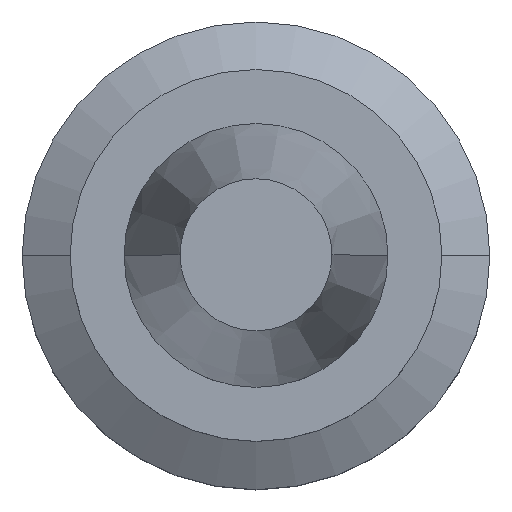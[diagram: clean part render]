
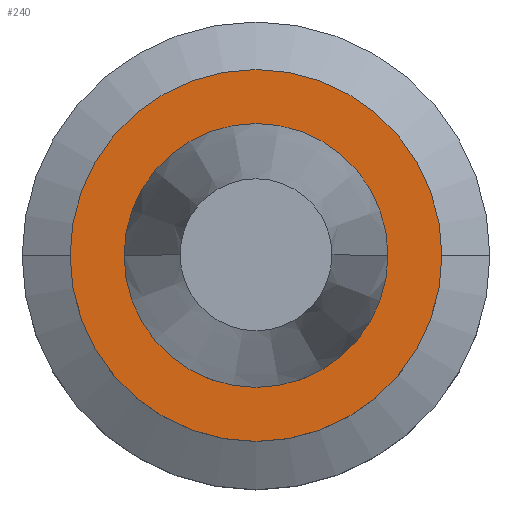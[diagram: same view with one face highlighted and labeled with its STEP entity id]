
A CAD part, top view. The second image highlights one B-rep face of the part: STEP entity #240.
In plain terms, the highlighted planar face has unit normal (0, 0, 1).
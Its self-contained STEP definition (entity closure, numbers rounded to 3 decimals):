
#7 = CARTESIAN_POINT ( 'NONE',  ( -49.215, 0., -1.5 ) ) ;
#16 = AXIS2_PLACEMENT_3D ( 'NONE', #184, #947, #452 ) ;
#47 = CARTESIAN_POINT ( 'NONE',  ( 0., 0., -1.5 ) ) ;
#68 = EDGE_LOOP ( 'NONE', ( #450, #345 ) ) ;
#76 = CARTESIAN_POINT ( 'NONE',  ( -34.925, 0., -1.5 ) ) ;
#100 = AXIS2_PLACEMENT_3D ( 'NONE', #560, #555, #472 ) ;
#142 = CIRCLE ( 'NONE', #846, 49.215 ) ;
#161 = AXIS2_PLACEMENT_3D ( 'NONE', #330, #471, #548 ) ;
#169 = FACE_OUTER_BOUND ( 'NONE', #865, .T. ) ;
#184 = CARTESIAN_POINT ( 'NONE',  ( 0., 49.215, -1.5 ) ) ;
#240 = ADVANCED_FACE ( 'NONE', ( #964, #169 ), #781, .F. ) ;
#258 = VERTEX_POINT ( 'NONE', #686 ) ;
#264 = ORIENTED_EDGE ( 'NONE', *, *, #443, .T. ) ;
#304 = DIRECTION ( 'NONE',  ( 1., 0., 0. ) ) ;
#330 = CARTESIAN_POINT ( 'NONE',  ( 0., 0., -1.5 ) ) ;
#345 = ORIENTED_EDGE ( 'NONE', *, *, #1009, .F. ) ;
#350 = EDGE_CURVE ( 'NONE', #258, #566, #533, .T. ) ;
#443 = EDGE_CURVE ( 'NONE', #860, #750, #142, .T. ) ;
#450 = ORIENTED_EDGE ( 'NONE', *, *, #350, .F. ) ;
#452 = DIRECTION ( 'NONE',  ( -1., 0., 0. ) ) ;
#458 = DIRECTION ( 'NONE',  ( 1., 0., 0. ) ) ;
#471 = DIRECTION ( 'NONE',  ( 0., 0., 1. ) ) ;
#472 = DIRECTION ( 'NONE',  ( 1., 0., 0. ) ) ;
#533 = CIRCLE ( 'NONE', #100, 34.925 ) ;
#543 = DIRECTION ( 'NONE',  ( 0., 0., 1. ) ) ;
#548 = DIRECTION ( 'NONE',  ( 1., 0., 0. ) ) ;
#555 = DIRECTION ( 'NONE',  ( 0., 0., 1. ) ) ;
#560 = CARTESIAN_POINT ( 'NONE',  ( 0., 0., -1.5 ) ) ;
#566 = VERTEX_POINT ( 'NONE', #76 ) ;
#593 = CIRCLE ( 'NONE', #884, 34.925 ) ;
#601 = ORIENTED_EDGE ( 'NONE', *, *, #856, .T. ) ;
#686 = CARTESIAN_POINT ( 'NONE',  ( 34.925, 0., -1.5 ) ) ;
#731 = CARTESIAN_POINT ( 'NONE',  ( 0., 0., -1.5 ) ) ;
#750 = VERTEX_POINT ( 'NONE', #7 ) ;
#781 = PLANE ( 'NONE',  #16 ) ;
#846 = AXIS2_PLACEMENT_3D ( 'NONE', #47, #543, #458 ) ;
#856 = EDGE_CURVE ( 'NONE', #750, #860, #904, .T. ) ;
#860 = VERTEX_POINT ( 'NONE', #906 ) ;
#865 = EDGE_LOOP ( 'NONE', ( #264, #601 ) ) ;
#884 = AXIS2_PLACEMENT_3D ( 'NONE', #731, #1053, #304 ) ;
#904 = CIRCLE ( 'NONE', #161, 49.215 ) ;
#906 = CARTESIAN_POINT ( 'NONE',  ( 49.215, 0., -1.5 ) ) ;
#947 = DIRECTION ( 'NONE',  ( 0., 0., -1. ) ) ;
#964 = FACE_BOUND ( 'NONE', #68, .T. ) ;
#1009 = EDGE_CURVE ( 'NONE', #566, #258, #593, .T. ) ;
#1053 = DIRECTION ( 'NONE',  ( 0., 0., 1. ) ) ;
